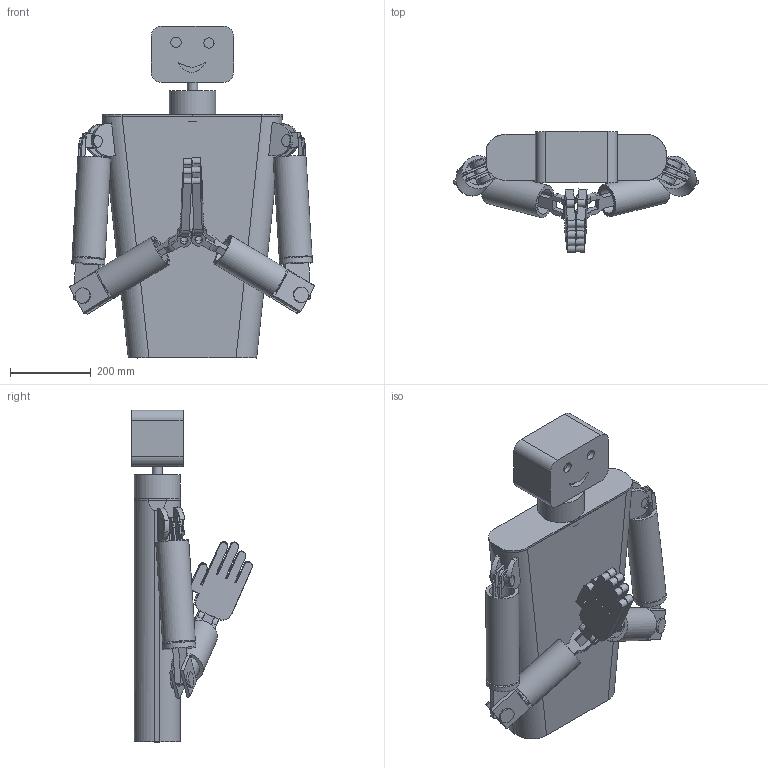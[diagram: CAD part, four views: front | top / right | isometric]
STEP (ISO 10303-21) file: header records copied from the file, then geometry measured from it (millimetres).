
FILE_DESCRIPTION(/* description */ (''),/* implementation_level */ '2;1');
FILE_NAME(/* name */ 'NAMASTE ROBOT v1.step',/* time_stamp */ '2025-07-06T16:48:08+05:30',/* author */ (''),/* organization */ (''),/* preprocessor_version */ 'ST-DEVELOPER v20.1',/* originating_system */ 'Autodesk Translation Framework v14.10.0.0',/* authorisation */ '');
FILE_SCHEMA (('AUTOMOTIVE_DESIGN { 1 0 10303 214 3 1 1 }'));
Length unit declared in the file: inch
Products named in the file (24): NAMASTE ROBOT; Component1; Component2; Component3; Component4; Component5; Component7; Component3(Mirror); Component5(Mirror) (1); Component17; Component2(Mirror) (1); Component24; Component4(Mirror) (1); Component5(Mirror) (2); Component7(Mirror) (1); Component5(Mirror) (1)(Mirror); Component17(Mirror); HANDS v1; Component2_1; Component3_1; Component16; Component16 (1); Component25; Component26
Assembly tree (23 placements, depth 3):
  NAMASTE ROBOT
    Component1
    Component2
    Component3
    Component4
    Component5
    Component7
    Component3(Mirror)
    Component5(Mirror) (1)
    Component17
    Component2(Mirror) (1)
      Component24
    Component4(Mirror) (1)
    Component5(Mirror) (2)
    Component7(Mirror) (1)
    Component5(Mirror) (1)(Mirror)
    Component17(Mirror)
    HANDS v1
      Component2_1
      Component3_1
      Component16
      Component16 (1)
    Component25
    Component26
Bounding box: 605.35 x 298.34 x 820.42 mm (x, y, z)
Volume: 14555508.9 mm3; surface area: 2113522.8 mm2
Topology: 29 solids, 29 shells, 431 faces, 1070 edges, 702 vertices
Faces by surface type: plane 285, cylinder 117, bspline 13, torus 8, sphere 8
Full cylindrical faces by diameter (mm): 19.05 x6, 25.4 x9, 29.21 x6, 30.48 x3, 35.56 x4, 38.1 x4, 63.5 x6, 81.28 x6, 114.3 x1
Entity records: 14574 total; most frequent: CARTESIAN_POINT 3265, DIRECTION 2360, ORIENTED_EDGE 2140, EDGE_CURVE 1070, AXIS2_PLACEMENT_3D 859, VERTEX_POINT 702, LINE 642, VECTOR 642
